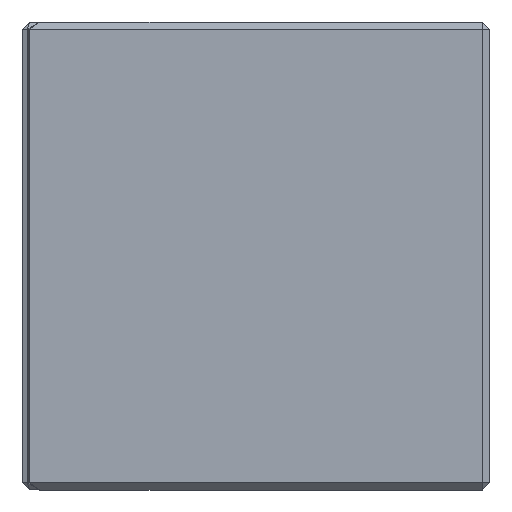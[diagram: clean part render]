
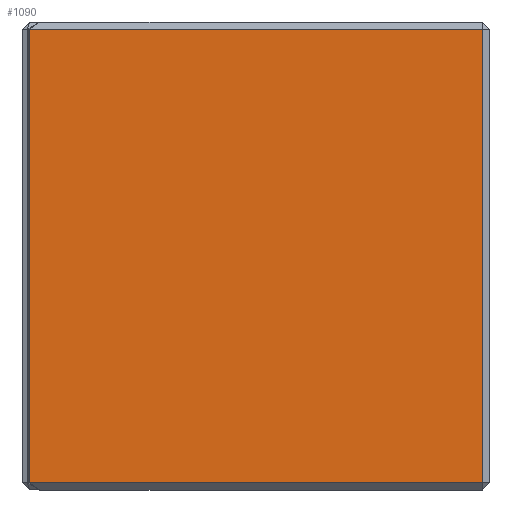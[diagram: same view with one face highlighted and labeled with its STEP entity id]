
A CAD part, left-side view. The second image highlights one B-rep face of the part: STEP entity #1090.
In plain terms, the highlighted planar face has unit normal (-1, 0, 0).
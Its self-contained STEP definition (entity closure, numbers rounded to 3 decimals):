
#34 = ORIENTED_EDGE ( 'NONE', *, *, #1202, .T. ) ;
#74 = VECTOR ( 'NONE', #553, 1000. ) ;
#99 = VERTEX_POINT ( 'NONE', #1489 ) ;
#137 = CARTESIAN_POINT ( 'NONE',  ( 0., 0.2, 12.5 ) ) ;
#171 = VECTOR ( 'NONE', #699, 1000. ) ;
#203 = VECTOR ( 'NONE', #762, 1000. ) ;
#209 = VERTEX_POINT ( 'NONE', #1154 ) ;
#247 = ORIENTED_EDGE ( 'NONE', *, *, #1313, .T. ) ;
#299 = VERTEX_POINT ( 'NONE', #942 ) ;
#331 = DIRECTION ( 'NONE',  ( 1., 0., 0. ) ) ;
#341 = VECTOR ( 'NONE', #488, 1000. ) ;
#354 = EDGE_LOOP ( 'NONE', ( #678, #500, #34, #247 ) ) ;
#393 = CARTESIAN_POINT ( 'NONE',  ( 0., 0., 0.2 ) ) ;
#417 = EDGE_CURVE ( 'NONE', #871, #99, #850, .T. ) ;
#488 = DIRECTION ( 'NONE',  ( 0., 1., 0. ) ) ;
#500 = ORIENTED_EDGE ( 'NONE', *, *, #784, .T. ) ;
#553 = DIRECTION ( 'NONE',  ( 0., 0., 1. ) ) ;
#678 = ORIENTED_EDGE ( 'NONE', *, *, #417, .T. ) ;
#699 = DIRECTION ( 'NONE',  ( 0., 0., -1. ) ) ;
#762 = DIRECTION ( 'NONE',  ( 0., -1., 0. ) ) ;
#784 = EDGE_CURVE ( 'NONE', #99, #299, #1071, .T. ) ;
#850 = LINE ( 'NONE', #1063, #341 ) ;
#856 = DIRECTION ( 'NONE',  ( 0., 0., -1. ) ) ;
#871 = VERTEX_POINT ( 'NONE', #137 ) ;
#942 = CARTESIAN_POINT ( 'NONE',  ( 0., 12.5, 0.2 ) ) ;
#1063 = CARTESIAN_POINT ( 'NONE',  ( 0., 0., 12.5 ) ) ;
#1071 = LINE ( 'NONE', #1339, #171 ) ;
#1090 = ADVANCED_FACE ( 'NONE', ( #1352 ), #1490, .F. ) ;
#1096 = AXIS2_PLACEMENT_3D ( 'NONE', #1473, #331, #856 ) ;
#1154 = CARTESIAN_POINT ( 'NONE',  ( 0., 0.2, 0.2 ) ) ;
#1202 = EDGE_CURVE ( 'NONE', #299, #209, #1391, .T. ) ;
#1291 = LINE ( 'NONE', #1309, #74 ) ;
#1309 = CARTESIAN_POINT ( 'NONE',  ( 0., 0.2, 12.7 ) ) ;
#1313 = EDGE_CURVE ( 'NONE', #209, #871, #1291, .T. ) ;
#1339 = CARTESIAN_POINT ( 'NONE',  ( 0., 12.5, 12.7 ) ) ;
#1352 = FACE_OUTER_BOUND ( 'NONE', #354, .T. ) ;
#1391 = LINE ( 'NONE', #393, #203 ) ;
#1473 = CARTESIAN_POINT ( 'NONE',  ( 0., 0., 12.7 ) ) ;
#1489 = CARTESIAN_POINT ( 'NONE',  ( 0., 12.5, 12.5 ) ) ;
#1490 = PLANE ( 'NONE',  #1096 ) ;
